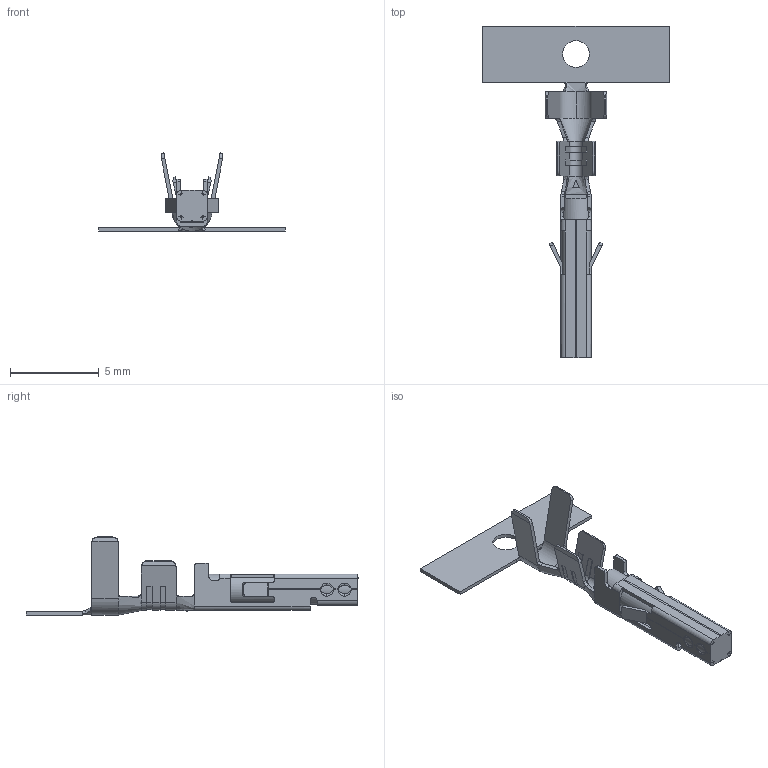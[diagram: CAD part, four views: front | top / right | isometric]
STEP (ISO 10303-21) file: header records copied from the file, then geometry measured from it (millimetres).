
FILE_DESCRIPTION( ('This file contains a STEP AP42 implementation' ,'as created by ZW3D STEP Interface translator.') ,'2;1' );
FILE_NAME( 'WF4202-TBSN01.stp' ,'231031.151449', (''), ('ZWCAD Software Co.'), 'Version 1.0', 'ZW3D to STEP translator', '' );
FILE_SCHEMA(('AUTOMOTIVE_DESIGN { 1 0 10303 214 1 1 1 1 }'));
Length unit declared in the file: millimetre
Products named in the file (2): 0; WF4202-TBSN01
Bounding box: 10.5 x 18.7 x 4.4 mm (x, y, z)
Volume: 39.9 mm3; surface area: 250.3 mm2
Topology: 1 solids, 1 shells, 254 faces, 747 edges, 477 vertices
Faces by surface type: plane 141, cylinder 71, bspline 26, torus 16
Full cylindrical faces by diameter (mm): 1.7 x1
Entity records: 9825 total; most frequent: CARTESIAN_POINT 2959, ORIENTED_EDGE 1494, DIRECTION 1245, EDGE_CURVE 747, VERTEX_POINT 477, VECTOR 455, LINE 455, AXIS2_PLACEMENT_3D 395
